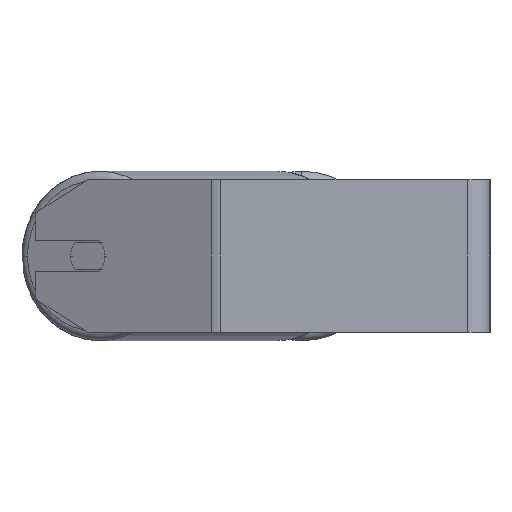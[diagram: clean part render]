
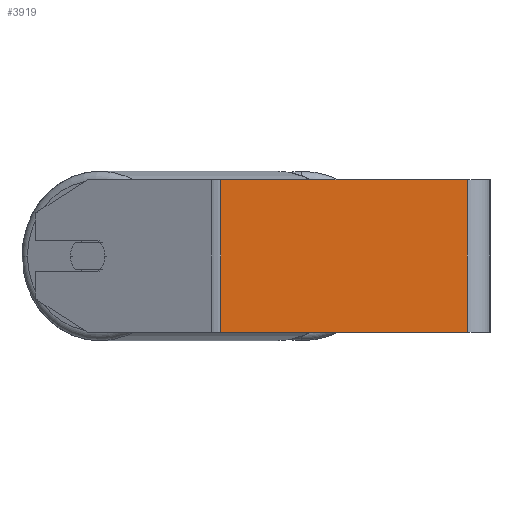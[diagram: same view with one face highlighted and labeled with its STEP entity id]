
A CAD part, left-side view. The second image highlights one B-rep face of the part: STEP entity #3919.
In plain terms, the highlighted planar face has unit normal (-1, 0, 0).
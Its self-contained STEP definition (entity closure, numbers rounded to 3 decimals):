
#395 = VECTOR ( 'NONE', #8527, 1000. ) ;
#485 = ORIENTED_EDGE ( 'NONE', *, *, #2877, .T. ) ;
#878 = ORIENTED_EDGE ( 'NONE', *, *, #5872, .F. ) ;
#1038 = EDGE_LOOP ( 'NONE', ( #485, #5590, #878, #3158 ) ) ;
#1245 = DIRECTION ( 'NONE',  ( 1., 0., 0. ) ) ;
#1304 = VERTEX_POINT ( 'NONE', #1409 ) ;
#1409 = CARTESIAN_POINT ( 'NONE',  ( -400., 141.215, -40. ) ) ;
#1580 = CARTESIAN_POINT ( 'NONE',  ( -400., 12., -40. ) ) ;
#1792 = CARTESIAN_POINT ( 'NONE',  ( -400., 143.875, 40. ) ) ;
#1872 = DIRECTION ( 'NONE',  ( 0., 0., -1. ) ) ;
#1998 = DIRECTION ( 'NONE',  ( 0., 0., -1. ) ) ;
#2582 = VERTEX_POINT ( 'NONE', #1580 ) ;
#2877 = EDGE_CURVE ( 'NONE', #1304, #2582, #3492, .T. ) ;
#3132 = DIRECTION ( 'NONE',  ( 0., 0., -1. ) ) ;
#3158 = ORIENTED_EDGE ( 'NONE', *, *, #3532, .T. ) ;
#3165 = LINE ( 'NONE', #1792, #395 ) ;
#3492 = LINE ( 'NONE', #7496, #6792 ) ;
#3532 = EDGE_CURVE ( 'NONE', #3732, #1304, #4409, .T. ) ;
#3732 = VERTEX_POINT ( 'NONE', #7698 ) ;
#3828 = VECTOR ( 'NONE', #3132, 1000. ) ;
#3919 = ADVANCED_FACE ( 'NONE', ( #8077 ), #5351, .F. ) ;
#3986 = LINE ( 'NONE', #5302, #5205 ) ;
#4409 = LINE ( 'NONE', #5905, #3828 ) ;
#5205 = VECTOR ( 'NONE', #1872, 1000. ) ;
#5302 = CARTESIAN_POINT ( 'NONE',  ( -400., 12., 40. ) ) ;
#5351 = PLANE ( 'NONE',  #5371 ) ;
#5371 = AXIS2_PLACEMENT_3D ( 'NONE', #7985, #1245, #1998 ) ;
#5590 = ORIENTED_EDGE ( 'NONE', *, *, #6433, .F. ) ;
#5872 = EDGE_CURVE ( 'NONE', #3732, #8115, #3165, .T. ) ;
#5905 = CARTESIAN_POINT ( 'NONE',  ( -400., 141.215, 40. ) ) ;
#6062 = DIRECTION ( 'NONE',  ( 0., -1., 0. ) ) ;
#6383 = CARTESIAN_POINT ( 'NONE',  ( -400., 12., 40. ) ) ;
#6433 = EDGE_CURVE ( 'NONE', #8115, #2582, #3986, .T. ) ;
#6792 = VECTOR ( 'NONE', #6062, 1000. ) ;
#7496 = CARTESIAN_POINT ( 'NONE',  ( -400., 143.875, -40. ) ) ;
#7698 = CARTESIAN_POINT ( 'NONE',  ( -400., 141.215, 40. ) ) ;
#7985 = CARTESIAN_POINT ( 'NONE',  ( -400., 143.875, 40. ) ) ;
#8077 = FACE_OUTER_BOUND ( 'NONE', #1038, .T. ) ;
#8115 = VERTEX_POINT ( 'NONE', #6383 ) ;
#8527 = DIRECTION ( 'NONE',  ( 0., -1., 0. ) ) ;
